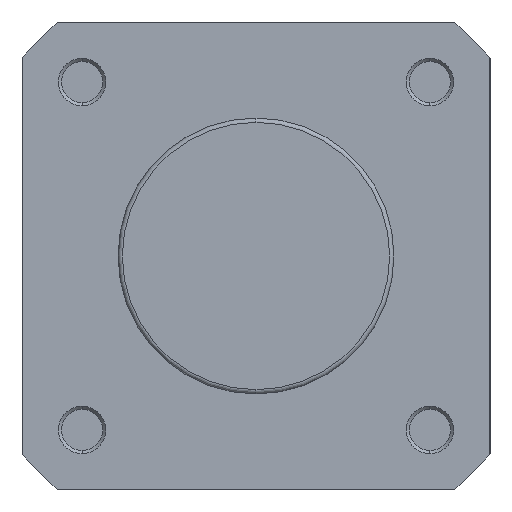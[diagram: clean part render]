
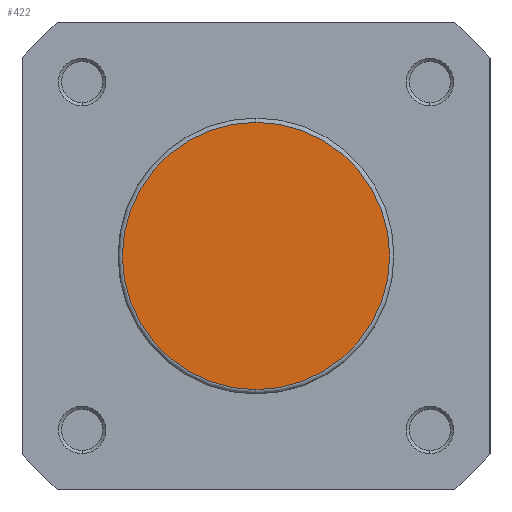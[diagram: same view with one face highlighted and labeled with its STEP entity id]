
A CAD part, left-side view. The second image highlights one B-rep face of the part: STEP entity #422.
In plain terms, the highlighted planar face has unit normal (-1, 0, 0).
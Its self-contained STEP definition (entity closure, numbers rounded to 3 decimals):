
#17 = EDGE_CURVE ( 'NONE', #2477, #2473, #5362, .T. ) ;
#75 = EDGE_CURVE ( 'NONE', #2473, #2477, #5497, .T. ) ;
#270 = DIRECTION ( 'NONE',  ( 0., 0., -1. ) ) ;
#271 = DIRECTION ( 'NONE',  ( -1., 0., 0. ) ) ;
#272 = CARTESIAN_POINT ( 'NONE',  ( 0., 0., 0. ) ) ;
#422 = ADVANCED_FACE ( 'NONE', ( #4378 ), #1494, .F. ) ;
#666 = AXIS2_PLACEMENT_3D ( 'NONE', #272, #271, #270 ) ;
#694 = AXIS2_PLACEMENT_3D ( 'NONE', #1128, #1135, #1136 ) ;
#771 = AXIS2_PLACEMENT_3D ( 'NONE', #1495, #1504, #1505 ) ;
#1128 = CARTESIAN_POINT ( 'NONE',  ( 0., 0., 0. ) ) ;
#1135 = DIRECTION ( 'NONE',  ( -1., 0., 0. ) ) ;
#1136 = DIRECTION ( 'NONE',  ( 0., 0., -1. ) ) ;
#1494 = PLANE ( 'NONE',  #771 ) ;
#1495 = CARTESIAN_POINT ( 'NONE',  ( 0., 22.4, 0. ) ) ;
#1504 = DIRECTION ( 'NONE',  ( 1., 0., 0. ) ) ;
#1505 = DIRECTION ( 'NONE',  ( 0., 0., -1. ) ) ;
#2304 = CARTESIAN_POINT ( 'NONE',  ( 0., 0., -21.7 ) ) ;
#2309 = CARTESIAN_POINT ( 'NONE',  ( 0., 0., 21.7 ) ) ;
#2473 = VERTEX_POINT ( 'NONE', #2304 ) ;
#2477 = VERTEX_POINT ( 'NONE', #2309 ) ;
#4378 = FACE_OUTER_BOUND ( 'NONE', #5112, .T. ) ;
#4653 = ORIENTED_EDGE ( 'NONE', *, *, #17, .T. ) ;
#4654 = ORIENTED_EDGE ( 'NONE', *, *, #75, .T. ) ;
#5112 = EDGE_LOOP ( 'NONE', ( #4654, #4653 ) ) ;
#5362 = CIRCLE ( 'NONE', #666, 21.7 ) ;
#5497 = CIRCLE ( 'NONE', #694, 21.7 ) ;
